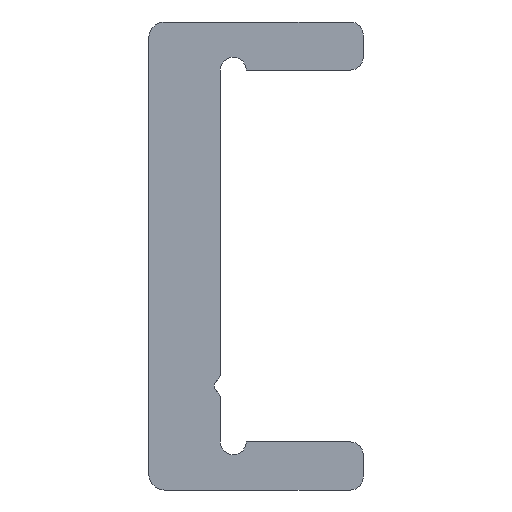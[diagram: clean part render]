
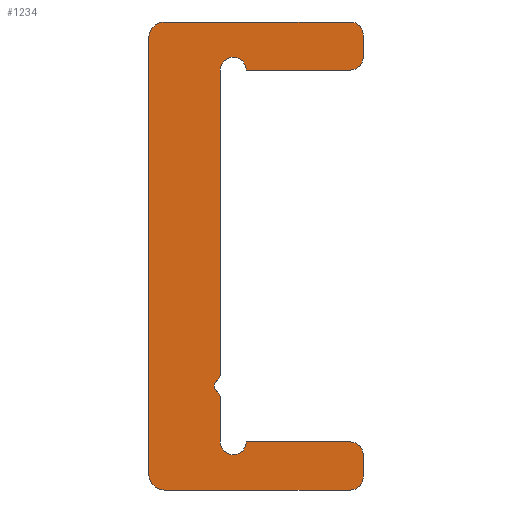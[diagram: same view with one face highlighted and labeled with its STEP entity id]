
A CAD part, left-side view. The second image highlights one B-rep face of the part: STEP entity #1234.
In plain terms, the highlighted planar face has unit normal (-1, 0, 0).
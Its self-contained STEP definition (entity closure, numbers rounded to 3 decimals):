
#482=CARTESIAN_POINT('',(0.0,1.375,-4.567));
#483=VERTEX_POINT('',#482);
#490=CARTESIAN_POINT('',(0.0,1.5,-4.783));
#491=VERTEX_POINT('',#490);
#492=CARTESIAN_POINT('',(0.0,1.625,-4.567));
#493=DIRECTION('',(1.0,0.0,0.0));
#494=DIRECTION('',(0.0,-1.0,0.0));
#495=AXIS2_PLACEMENT_3D('',#492,#493,#494);
#496=CIRCLE('',#495,0.25);
#497=EDGE_CURVE('',#483,#491,#496,.T.);
#587=CARTESIAN_POINT('',(0.0,1.375,7.15));
#588=VERTEX_POINT('',#587);
#595=CARTESIAN_POINT('',(0.0,1.375,7.15));
#596=DIRECTION('',(0.0,0.0,-1.0));
#597=VECTOR('',#596,11.717);
#598=LINE('',#595,#597);
#599=EDGE_CURVE('',#588,#483,#598,.T.);
#633=CARTESIAN_POINT('',(0.0,-4.125,-8.5));
#634=VERTEX_POINT('',#633);
#641=CARTESIAN_POINT('',(0.0,-3.625,-9.));
#642=VERTEX_POINT('',#641);
#643=CARTESIAN_POINT('',(0.0,-3.625,-8.5));
#644=DIRECTION('',(1.0,0.0,0.0));
#645=DIRECTION('',(0.0,-1.0,0.0));
#646=AXIS2_PLACEMENT_3D('',#643,#644,#645);
#647=CIRCLE('',#646,0.5);
#648=EDGE_CURVE('',#634,#642,#647,.T.);
#672=CARTESIAN_POINT('',(0.0,-4.125,-7.65));
#673=VERTEX_POINT('',#672);
#680=CARTESIAN_POINT('',(0.0,-4.125,-7.65));
#681=DIRECTION('',(0.0,0.0,-1.0));
#682=VECTOR('',#681,0.85);
#683=LINE('',#680,#682);
#684=EDGE_CURVE('',#673,#634,#683,.T.);
#704=CARTESIAN_POINT('',(0.0,-3.625,-7.15));
#705=VERTEX_POINT('',#704);
#712=CARTESIAN_POINT('',(0.0,-3.625,-7.65));
#713=DIRECTION('',(1.0,0.0,0.0));
#714=DIRECTION('',(0.0,0.0,1.0));
#715=AXIS2_PLACEMENT_3D('',#712,#713,#714);
#716=CIRCLE('',#715,0.5);
#717=EDGE_CURVE('',#705,#673,#716,.T.);
#736=CARTESIAN_POINT('',(0.0,0.375,-7.15));
#737=VERTEX_POINT('',#736);
#744=CARTESIAN_POINT('',(0.0,0.375,-7.15));
#745=DIRECTION('',(0.0,-1.0,0.0));
#746=VECTOR('',#745,4.);
#747=LINE('',#744,#746);
#748=EDGE_CURVE('',#737,#705,#747,.T.);
#768=CARTESIAN_POINT('',(0.0,1.375,-7.15));
#769=VERTEX_POINT('',#768);
#776=CARTESIAN_POINT('',(0.0,0.875,-7.15));
#777=DIRECTION('',(-1.0,0.0,0.0));
#778=DIRECTION('',(0.0,1.0,0.0));
#779=AXIS2_PLACEMENT_3D('',#776,#777,#778);
#780=CIRCLE('',#779,0.5);
#781=EDGE_CURVE('',#769,#737,#780,.T.);
#800=CARTESIAN_POINT('',(0.0,1.375,-5.433));
#801=VERTEX_POINT('',#800);
#808=CARTESIAN_POINT('',(0.0,1.375,-5.433));
#809=DIRECTION('',(0.0,0.0,-1.0));
#810=VECTOR('',#809,1.717);
#811=LINE('',#808,#810);
#812=EDGE_CURVE('',#801,#769,#811,.T.);
#832=CARTESIAN_POINT('',(0.0,1.5,-5.217));
#833=VERTEX_POINT('',#832);
#840=CARTESIAN_POINT('',(0.0,1.625,-5.433));
#841=DIRECTION('',(1.0,0.0,0.0));
#842=DIRECTION('',(0.0,-0.5,0.866));
#843=AXIS2_PLACEMENT_3D('',#840,#841,#842);
#844=CIRCLE('',#843,0.25);
#845=EDGE_CURVE('',#833,#801,#844,.T.);
#864=CARTESIAN_POINT('',(0.0,1.375,-5.0));
#865=DIRECTION('',(-1.0,0.0,0.0));
#866=DIRECTION('',(0.0,-0.5,0.866));
#867=AXIS2_PLACEMENT_3D('',#864,#865,#866);
#868=CIRCLE('',#867,0.25);
#869=EDGE_CURVE('',#491,#833,#868,.T.);
#889=CARTESIAN_POINT('',(0.0,0.375,7.15));
#890=VERTEX_POINT('',#889);
#897=CARTESIAN_POINT('',(0.0,0.875,7.15));
#898=DIRECTION('',(-1.0,0.0,0.0));
#899=DIRECTION('',(0.0,-1.0,0.0));
#900=AXIS2_PLACEMENT_3D('',#897,#898,#899);
#901=CIRCLE('',#900,0.5);
#902=EDGE_CURVE('',#890,#588,#901,.T.);
#921=CARTESIAN_POINT('',(0.0,-3.625,7.15));
#922=VERTEX_POINT('',#921);
#929=CARTESIAN_POINT('',(0.0,-3.625,7.15));
#930=DIRECTION('',(0.0,1.0,0.0));
#931=VECTOR('',#930,4.);
#932=LINE('',#929,#931);
#933=EDGE_CURVE('',#922,#890,#932,.T.);
#953=CARTESIAN_POINT('',(0.0,-4.125,7.65));
#954=VERTEX_POINT('',#953);
#961=CARTESIAN_POINT('',(0.0,-3.625,7.65));
#962=DIRECTION('',(1.0,0.0,0.0));
#963=DIRECTION('',(0.0,-1.0,0.0));
#964=AXIS2_PLACEMENT_3D('',#961,#962,#963);
#965=CIRCLE('',#964,0.5);
#966=EDGE_CURVE('',#954,#922,#965,.T.);
#985=CARTESIAN_POINT('',(0.0,-4.125,8.5));
#986=VERTEX_POINT('',#985);
#993=CARTESIAN_POINT('',(0.0,-4.125,8.5));
#994=DIRECTION('',(0.0,0.0,-1.0));
#995=VECTOR('',#994,0.85);
#996=LINE('',#993,#995);
#997=EDGE_CURVE('',#986,#954,#996,.T.);
#1017=CARTESIAN_POINT('',(0.0,-3.625,9.));
#1018=VERTEX_POINT('',#1017);
#1025=CARTESIAN_POINT('',(0.0,-3.625,8.5));
#1026=DIRECTION('',(1.0,0.0,0.0));
#1027=DIRECTION('',(0.0,0.0,1.0));
#1028=AXIS2_PLACEMENT_3D('',#1025,#1026,#1027);
#1029=CIRCLE('',#1028,0.5);
#1030=EDGE_CURVE('',#1018,#986,#1029,.T.);
#1049=CARTESIAN_POINT('',(0.0,3.525,9.));
#1050=VERTEX_POINT('',#1049);
#1057=CARTESIAN_POINT('',(0.0,3.525,9.));
#1058=DIRECTION('',(0.0,-1.0,0.0));
#1059=VECTOR('',#1058,7.15);
#1060=LINE('',#1057,#1059);
#1061=EDGE_CURVE('',#1050,#1018,#1060,.T.);
#1081=CARTESIAN_POINT('',(0.0,4.125,8.4));
#1082=VERTEX_POINT('',#1081);
#1089=CARTESIAN_POINT('',(0.0,3.525,8.4));
#1090=DIRECTION('',(1.0,0.0,0.0));
#1091=DIRECTION('',(0.0,1.0,0.0));
#1092=AXIS2_PLACEMENT_3D('',#1089,#1090,#1091);
#1093=CIRCLE('',#1092,0.6);
#1094=EDGE_CURVE('',#1082,#1050,#1093,.T.);
#1113=CARTESIAN_POINT('',(0.0,4.125,-8.4));
#1114=VERTEX_POINT('',#1113);
#1121=CARTESIAN_POINT('',(0.0,4.125,-8.4));
#1122=DIRECTION('',(0.0,0.0,1.0));
#1123=VECTOR('',#1122,16.8);
#1124=LINE('',#1121,#1123);
#1125=EDGE_CURVE('',#1114,#1082,#1124,.T.);
#1166=CARTESIAN_POINT('',(0.0,3.525,-9.));
#1167=VERTEX_POINT('',#1166);
#1174=CARTESIAN_POINT('',(0.0,3.525,-8.4));
#1175=DIRECTION('',(1.0,0.0,0.0));
#1176=DIRECTION('',(0.0,0.0,-1.0));
#1177=AXIS2_PLACEMENT_3D('',#1174,#1175,#1176);
#1178=CIRCLE('',#1177,0.6);
#1179=EDGE_CURVE('',#1167,#1114,#1178,.T.);
#1197=CARTESIAN_POINT('',(0.0,-3.625,-9.));
#1198=DIRECTION('',(0.0,1.0,0.0));
#1199=VECTOR('',#1198,7.15);
#1200=LINE('',#1197,#1199);
#1201=EDGE_CURVE('',#642,#1167,#1200,.T.);
#1207=CARTESIAN_POINT('',(0.0,1.046,-0.014));
#1208=DIRECTION('',(1.0,0.0,0.0));
#1209=DIRECTION('',(0.0,0.0,-1.0));
#1210=AXIS2_PLACEMENT_3D('',#1207,#1208,#1209);
#1211=PLANE('',#1210);
#1212=ORIENTED_EDGE('',*,*,#1201,.F.);
#1213=ORIENTED_EDGE('',*,*,#648,.F.);
#1214=ORIENTED_EDGE('',*,*,#684,.F.);
#1215=ORIENTED_EDGE('',*,*,#717,.F.);
#1216=ORIENTED_EDGE('',*,*,#748,.F.);
#1217=ORIENTED_EDGE('',*,*,#781,.F.);
#1218=ORIENTED_EDGE('',*,*,#812,.F.);
#1219=ORIENTED_EDGE('',*,*,#845,.F.);
#1220=ORIENTED_EDGE('',*,*,#869,.F.);
#1221=ORIENTED_EDGE('',*,*,#497,.F.);
#1222=ORIENTED_EDGE('',*,*,#599,.F.);
#1223=ORIENTED_EDGE('',*,*,#902,.F.);
#1224=ORIENTED_EDGE('',*,*,#933,.F.);
#1225=ORIENTED_EDGE('',*,*,#966,.F.);
#1226=ORIENTED_EDGE('',*,*,#997,.F.);
#1227=ORIENTED_EDGE('',*,*,#1030,.F.);
#1228=ORIENTED_EDGE('',*,*,#1061,.F.);
#1229=ORIENTED_EDGE('',*,*,#1094,.F.);
#1230=ORIENTED_EDGE('',*,*,#1125,.F.);
#1231=ORIENTED_EDGE('',*,*,#1179,.F.);
#1232=EDGE_LOOP('',(#1212,#1213,#1214,#1215,#1216,#1217,#1218,#1219,#1220,#1221,#1222,#1223,#1224,#1225,#1226,#1227,#1228,#1229,#1230,#1231));
#1233=FACE_OUTER_BOUND('',#1232,.T.);
#1234=ADVANCED_FACE('',(#1233),#1211,.F.);
